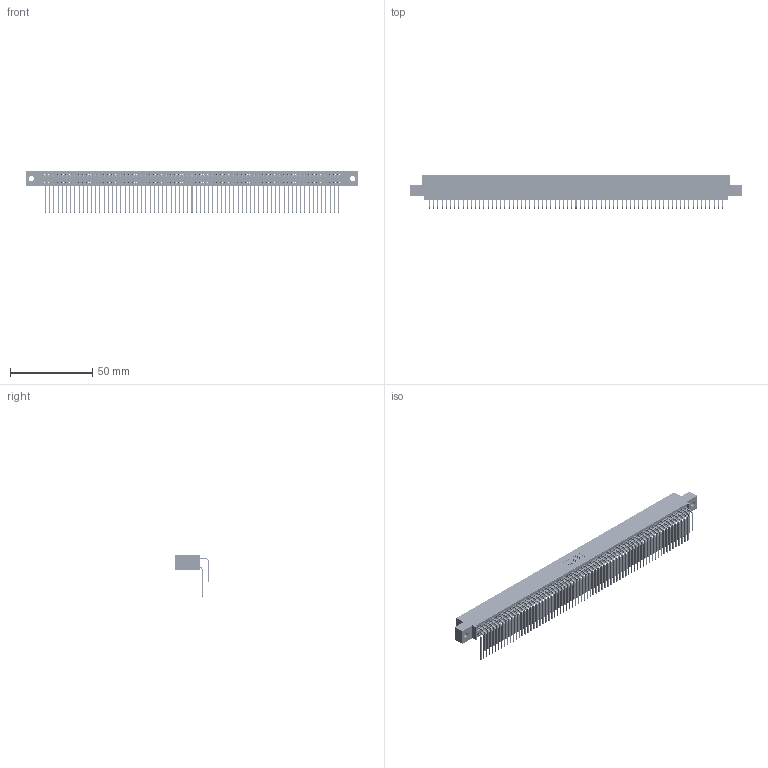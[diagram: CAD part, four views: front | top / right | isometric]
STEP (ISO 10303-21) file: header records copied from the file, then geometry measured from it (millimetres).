
FILE_DESCRIPTION (( 'STEP AP203' ), '1' );
FILE_NAME ('395-142-559-502.STEP', '2019-10-30T12:56:05', ( '' ), ( '' ), 'SwSTEP 2.0', 'SolidWorks 2016', '' );
FILE_SCHEMA (( 'CONFIG_CONTROL_DESIGN' ));
Length unit declared in the file: inch
Products named in the file (4): 395-142-559-502; 345 Part_0.110 Offset - 0.128 Dia; 345-292-001_558 559 Tail - 1; 345-292-001_559 Tail - 2
Assembly tree (143 placements, depth 2):
  395-142-559-502
    345 Part_0.110 Offset - 0.128 Dia
    345-292-001_558 559 Tail - 1  x71
    345-292-001_559 Tail - 2  x71
Bounding box: 201.55 x 20.56 x 25.53 mm (x, y, z)
Volume: 20557 mm3; surface area: 34620.4 mm2
Topology: 143 solids, 143 shells, 7514 faces, 22363 edges, 14718 vertices
Faces by surface type: plane 5054, cylinder 2460
Entity records: 53591 total; most frequent: CARTESIAN_POINT 9003, ORIENTED_EDGE 8886, DIRECTION 7875, EDGE_CURVE 4443, LINE 3987, VECTOR 3987, VERTEX_POINT 2958, AXIS2_PLACEMENT_3D 1944
